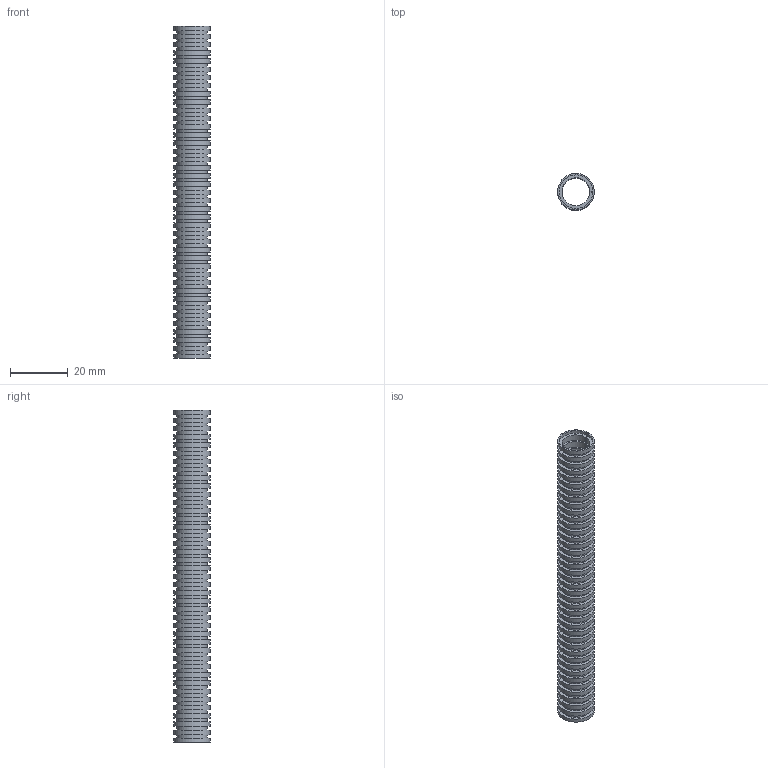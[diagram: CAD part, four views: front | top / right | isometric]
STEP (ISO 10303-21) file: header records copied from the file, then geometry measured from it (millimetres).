
FILE_DESCRIPTION (( 'STEP AP203' ), '1' );
FILE_NAME ('TUBSPLT.STEP', '2010-04-02T12:35:15', ( 'x' ), ( 'Microsoft' ), 'SwSTEP 2.0', 'SolidWorks 2010', '' );
FILE_SCHEMA (( 'CONFIG_CONTROL_DESIGN' ));
Length unit declared in the file: inch
Products named in the file (1): TUBSPLT
Bounding box: 12.7 x 12.7 x 115.09 mm (x, y, z)
Volume: 3433 mm3; surface area: 13754.1 mm2
Topology: 1 solids, 1 shells, 326 faces, 972 edges, 648 vertices
Faces by surface type: plane 164, cylinder 162
Entity records: 11119 total; most frequent: DIRECTION 1950, CARTESIAN_POINT 1947, ORIENTED_EDGE 1944, EDGE_CURVE 972, AXIS2_PLACEMENT_3D 651, VECTOR 648, LINE 648, VERTEX_POINT 648
